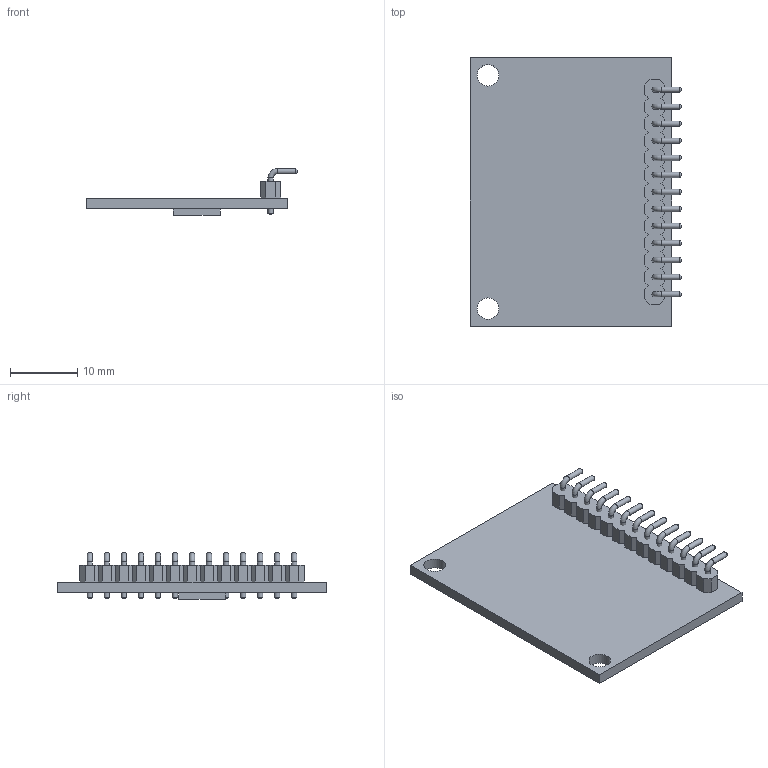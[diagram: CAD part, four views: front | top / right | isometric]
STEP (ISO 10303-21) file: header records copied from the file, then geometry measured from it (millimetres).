
FILE_DESCRIPTION(/* description */ ('STEP AP214'),/* implementation_level */ '2;1');
FILE_NAME(/* name */ '654e0fc4f19e0271246703f0',/* time_stamp */ '2023-11-10T11:11:01Z',/* author */ (''),/* organization */ (''),/* preprocessor_version */ 'ST-DEVELOPER v19.4',/* originating_system */ ' ',/* authorisation */ ' ');
FILE_SCHEMA (('AUTOMOTIVE_DESIGN {1 0 10303 214 3 1 1}'));
Length unit declared in the file: metre
Products named in the file (4): PCB; Pad; Pins; IC
Bounding box: 31.46 x 40 x 7 mm (x, y, z)
Volume: 2270.5 mm3; surface area: 3631.7 mm2
Topology: 4 solids, 4 shells, 219 faces, 513 edges, 328 vertices
Faces by surface type: plane 126, cylinder 54, cone 26, torus 13
Full cylindrical faces by diameter (mm): 0.8 x39, 1 x13, 3.2 x2
Entity records: 5818 total; most frequent: DIRECTION 990, CARTESIAN_POINT 951, ORIENTED_EDGE 820, EDGE_CURVE 410, EDGE_LOOP 368, FACE_BOUND 368, AXIS2_PLACEMENT_3D 357, VERTEX_POINT 318
